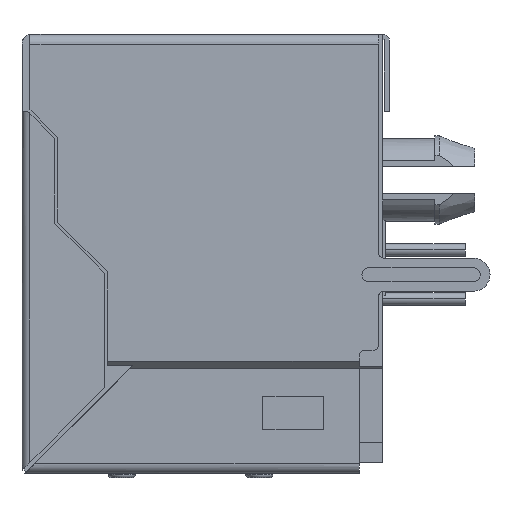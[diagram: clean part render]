
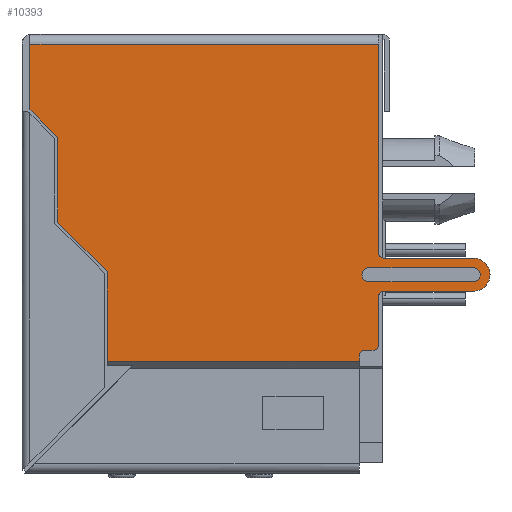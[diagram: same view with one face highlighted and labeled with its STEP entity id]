
A CAD part, left-side view. The second image highlights one B-rep face of the part: STEP entity #10393.
In plain terms, the highlighted planar face has unit normal (-1, 0, 0).
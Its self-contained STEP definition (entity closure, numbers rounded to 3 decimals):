
#1639=DIRECTION('',(0.,1.,0.));
#1640=VECTOR('',#1639,12.66);
#1641=CARTESIAN_POINT('',(-8.3,-12.95,-0.35));
#1642=LINE('',#1641,#1640);
#1647=DIRECTION('',(0.,0.,1.));
#1648=VECTOR('',#1647,7.58);
#1649=CARTESIAN_POINT('',(-8.3,-12.95,-7.93));
#1650=LINE('',#1649,#1648);
#1703=CARTESIAN_POINT('',(-8.3,-13.15,-7.93));
#1704=DIRECTION('',(-1.,0.,0.));
#1705=DIRECTION('',(0.,1.,0.));
#1706=AXIS2_PLACEMENT_3D('',#1703,#1704,#1705);
#1708=CARTESIAN_POINT('',(-8.3,-16.4,-8.73));
#1709=DIRECTION('',(1.,0.,0.));
#1710=DIRECTION('',(0.,0.,1.));
#1711=AXIS2_PLACEMENT_3D('',#1708,#1709,#1710);
#1713=CARTESIAN_POINT('',(-8.3,-13.15,-9.33));
#1714=CARTESIAN_POINT('',(-8.3,-13.128,-9.33));
#1715=CARTESIAN_POINT('',(-8.3,-13.087,
-9.337));
#1716=CARTESIAN_POINT('',(-8.3,-13.03,
-9.366));
#1717=CARTESIAN_POINT('',(-8.3,-12.986,
-9.41));
#1718=CARTESIAN_POINT('',(-8.3,-12.957,
-9.467));
#1719=CARTESIAN_POINT('',(-8.3,-12.95,-9.508));
#1720=CARTESIAN_POINT('',(-8.3,-12.95,-9.53));
#1722=DIRECTION('',(0.,0.,-1.));
#1723=VECTOR('',#1722,1.75);
#1724=CARTESIAN_POINT('',(-8.3,-12.95,-9.53));
#1725=LINE('',#1724,#1723);
#1726=CARTESIAN_POINT('',(-8.3,-12.75,-11.28));
#1727=DIRECTION('',(1.,0.,0.));
#1728=DIRECTION('',(0.,-1.,0.));
#1729=AXIS2_PLACEMENT_3D('',#1726,#1727,#1728);
#1731=DIRECTION('',(0.,1.,0.));
#1732=VECTOR('',#1731,0.3);
#1733=CARTESIAN_POINT('',(-8.3,-12.75,-11.48));
#1734=LINE('',#1733,#1732);
#1735=CARTESIAN_POINT('',(-8.3,-12.45,-11.68));
#1736=DIRECTION('',(-1.,0.,0.));
#1737=DIRECTION('',(0.,0.,1.));
#1738=AXIS2_PLACEMENT_3D('',#1735,#1736,#1737);
#1740=DIRECTION('',(0.,0.,-1.));
#1741=VECTOR('',#1740,0.19);
#1742=CARTESIAN_POINT('',(-8.3,-12.25,-11.68));
#1743=LINE('',#1742,#1741);
#1744=DIRECTION('',(0.,0.,1.));
#1745=VECTOR('',#1744,3.241);
#1746=CARTESIAN_POINT('',(-8.3,-3.1,-11.87));
#1747=LINE('',#1746,#1745);
#1748=DIRECTION('',(0.,0.707,0.707));
#1749=VECTOR('',#1748,2.56);
#1750=CARTESIAN_POINT('',(-8.3,-3.1,-8.629));
#1751=LINE('',#1750,#1749);
#1752=DIRECTION('',(0.,0.,1.));
#1753=VECTOR('',#1752,3.08);
#1754=CARTESIAN_POINT('',(-8.3,-1.29,-6.819));
#1755=LINE('',#1754,#1753);
#1756=DIRECTION('',(0.,0.707,0.707));
#1757=VECTOR('',#1756,1.414);
#1758=CARTESIAN_POINT('',(-8.3,-1.29,-3.74));
#1759=LINE('',#1758,#1757);
#1760=DIRECTION('',(0.,0.,1.));
#1761=VECTOR('',#1760,2.39);
#1762=CARTESIAN_POINT('',(-8.3,-0.29,-2.74));
#1763=LINE('',#1762,#1761);
#1764=CARTESIAN_POINT('',(-8.3,-12.6,-8.73));
#1765=DIRECTION('',(-1.,0.,0.));
#1766=DIRECTION('',(0.,0.,1.));
#1767=AXIS2_PLACEMENT_3D('',#1764,#1765,#1766);
#1769=DIRECTION('',(0.,-1.,0.));
#1770=VECTOR('',#1769,3.8);
#1771=CARTESIAN_POINT('',(-8.3,-12.6,-8.98));
#1772=LINE('',#1771,#1770);
#1773=CARTESIAN_POINT('',(-8.3,-16.4,-8.73));
#1774=DIRECTION('',(-1.,0.,0.));
#1775=DIRECTION('',(0.,0.,-1.));
#1776=AXIS2_PLACEMENT_3D('',#1773,#1774,#1775);
#1778=DIRECTION('',(0.,1.,0.));
#1779=VECTOR('',#1778,3.8);
#1780=CARTESIAN_POINT('',(-8.3,-16.4,-8.48));
#1781=LINE('',#1780,#1779);
#1790=DIRECTION('',(0.,1.,0.));
#1791=VECTOR('',#1790,3.25);
#1792=CARTESIAN_POINT('',(-8.3,-16.4,-8.13));
#1793=LINE('',#1792,#1791);
#1802=DIRECTION('',(0.,-1.,0.));
#1803=VECTOR('',#1802,3.25);
#1804=CARTESIAN_POINT('',(-8.3,-13.15,-9.33));
#1805=LINE('',#1804,#1803);
#3324=DIRECTION('',(0.,-1.,0.));
#3325=VECTOR('',#3324,9.15);
#3326=CARTESIAN_POINT('',(-8.3,-3.1,-11.87));
#3327=LINE('',#3326,#3325);
#6703=CARTESIAN_POINT('',(-8.3,-0.29,-0.35));
#6704=VERTEX_POINT('',#6703);
#6705=CARTESIAN_POINT('',(-8.3,-0.29,-2.74));
#6706=VERTEX_POINT('',#6705);
#6707=CARTESIAN_POINT('',(-8.3,-12.95,-0.35));
#6708=VERTEX_POINT('',#6707);
#6713=CARTESIAN_POINT('',(-8.3,-12.95,-7.93));
#6714=VERTEX_POINT('',#6713);
#6729=VERTEX_POINT('',#1713);
#6730=VERTEX_POINT('',#1720);
#6761=CARTESIAN_POINT('',(-8.3,-13.15,-8.13));
#6762=VERTEX_POINT('',#6761);
#6763=CARTESIAN_POINT('',(-8.3,-16.4,-8.13));
#6764=VERTEX_POINT('',#6763);
#6765=CARTESIAN_POINT('',(-8.3,-16.4,-9.33));
#6766=VERTEX_POINT('',#6765);
#6767=CARTESIAN_POINT('',(-8.3,-12.95,-11.28));
#6768=VERTEX_POINT('',#6767);
#6769=CARTESIAN_POINT('',(-8.3,-12.75,-11.48));
#6770=VERTEX_POINT('',#6769);
#6771=CARTESIAN_POINT('',(-8.3,-12.45,-11.48));
#6772=VERTEX_POINT('',#6771);
#6773=CARTESIAN_POINT('',(-8.3,-12.25,-11.68));
#6774=VERTEX_POINT('',#6773);
#6775=CARTESIAN_POINT('',(-8.3,-12.25,-11.87));
#6776=VERTEX_POINT('',#6775);
#6777=CARTESIAN_POINT('',(-8.3,-3.1,-11.87));
#6778=VERTEX_POINT('',#6777);
#6779=CARTESIAN_POINT('',(-8.3,-3.1,-8.629));
#6780=VERTEX_POINT('',#6779);
#6781=CARTESIAN_POINT('',(-8.3,-1.29,-6.819));
#6782=VERTEX_POINT('',#6781);
#6783=CARTESIAN_POINT('',(-8.3,-1.29,-3.74));
#6784=VERTEX_POINT('',#6783);
#6785=CARTESIAN_POINT('',(-8.3,-12.6,-8.48));
#6786=CARTESIAN_POINT('',(-8.3,-12.6,-8.98));
#6787=VERTEX_POINT('',#6785);
#6788=VERTEX_POINT('',#6786);
#6789=CARTESIAN_POINT('',(-8.3,-16.4,-8.98));
#6790=VERTEX_POINT('',#6789);
#6791=CARTESIAN_POINT('',(-8.3,-16.4,-8.48));
#6792=VERTEX_POINT('',#6791);
#10344=CARTESIAN_POINT('',(-8.3,-13.1,0.));
#10345=DIRECTION('',(-1.,0.,0.));
#10346=DIRECTION('',(0.,1.,0.));
#10347=AXIS2_PLACEMENT_3D('',#10344,#10345,#10346);
#10348=PLANE('',#10347);
#10349=ORIENTED_EDGE('',*,*,#10294,.F.);
#10351=ORIENTED_EDGE('',*,*,#10350,.T.);
#10353=ORIENTED_EDGE('',*,*,#10352,.F.);
#10355=ORIENTED_EDGE('',*,*,#10354,.T.);
#10357=ORIENTED_EDGE('',*,*,#10356,.F.);
#10358=ORIENTED_EDGE('',*,*,#10332,.T.);
#10360=ORIENTED_EDGE('',*,*,#10359,.T.);
#10362=ORIENTED_EDGE('',*,*,#10361,.T.);
#10364=ORIENTED_EDGE('',*,*,#10363,.T.);
#10366=ORIENTED_EDGE('',*,*,#10365,.T.);
#10368=ORIENTED_EDGE('',*,*,#10367,.T.);
#10370=ORIENTED_EDGE('',*,*,#10369,.F.);
#10372=ORIENTED_EDGE('',*,*,#10371,.T.);
#10374=ORIENTED_EDGE('',*,*,#10373,.T.);
#10376=ORIENTED_EDGE('',*,*,#10375,.T.);
#10378=ORIENTED_EDGE('',*,*,#10377,.T.);
#10379=ORIENTED_EDGE('',*,*,#10262,.T.);
#10380=ORIENTED_EDGE('',*,*,#10278,.F.);
#10381=EDGE_LOOP('',(#10349,#10351,#10353,#10355,#10357,#10358,#10360,#10362,
#10364,#10366,#10368,#10370,#10372,#10374,#10376,#10378,#10379,#10380));
#10382=FACE_OUTER_BOUND('',#10381,.F.);
#10384=ORIENTED_EDGE('',*,*,#10383,.T.);
#10386=ORIENTED_EDGE('',*,*,#10385,.T.);
#10388=ORIENTED_EDGE('',*,*,#10387,.T.);
#10390=ORIENTED_EDGE('',*,*,#10389,.T.);
#10391=EDGE_LOOP('',(#10384,#10386,#10388,#10390));
#10392=FACE_BOUND('',#10391,.F.);
#1707=CIRCLE('',#1706,0.2);
#1712=CIRCLE('',#1711,0.6);
#1721=B_SPLINE_CURVE_WITH_KNOTS('',3,(#1713,#1714,#1715,#1716,#1717,#1718,#1719,
#1720),.UNSPECIFIED.,.F.,.F.,(4,1,1,1,1,4),(0.,0.2,0.4,0.6,0.8,1.),
.UNSPECIFIED.);
#1730=CIRCLE('',#1729,0.2);
#1739=CIRCLE('',#1738,0.2);
#1768=CIRCLE('',#1767,0.25);
#1777=CIRCLE('',#1776,0.25);
#10262=EDGE_CURVE('',#6706,#6704,#1763,.T.);
#10278=EDGE_CURVE('',#6708,#6704,#1642,.T.);
#10294=EDGE_CURVE('',#6714,#6708,#1650,.T.);
#10332=EDGE_CURVE('',#6729,#6730,#1721,.T.);
#10350=EDGE_CURVE('',#6714,#6762,#1707,.T.);
#10352=EDGE_CURVE('',#6764,#6762,#1793,.T.);
#10354=EDGE_CURVE('',#6764,#6766,#1712,.T.);
#10356=EDGE_CURVE('',#6729,#6766,#1805,.T.);
#10359=EDGE_CURVE('',#6730,#6768,#1725,.T.);
#10361=EDGE_CURVE('',#6768,#6770,#1730,.T.);
#10363=EDGE_CURVE('',#6770,#6772,#1734,.T.);
#10365=EDGE_CURVE('',#6772,#6774,#1739,.T.);
#10367=EDGE_CURVE('',#6774,#6776,#1743,.T.);
#10369=EDGE_CURVE('',#6778,#6776,#3327,.T.);
#10371=EDGE_CURVE('',#6778,#6780,#1747,.T.);
#10373=EDGE_CURVE('',#6780,#6782,#1751,.T.);
#10375=EDGE_CURVE('',#6782,#6784,#1755,.T.);
#10377=EDGE_CURVE('',#6784,#6706,#1759,.T.);
#10383=EDGE_CURVE('',#6787,#6788,#1768,.T.);
#10385=EDGE_CURVE('',#6788,#6790,#1772,.T.);
#10387=EDGE_CURVE('',#6790,#6792,#1777,.T.);
#10389=EDGE_CURVE('',#6792,#6787,#1781,.T.);
#10393=ADVANCED_FACE('',(#10382,#10392),#10348,.T.);
